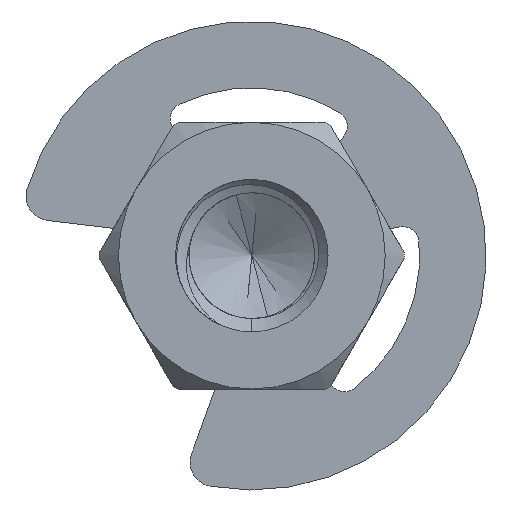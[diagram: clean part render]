
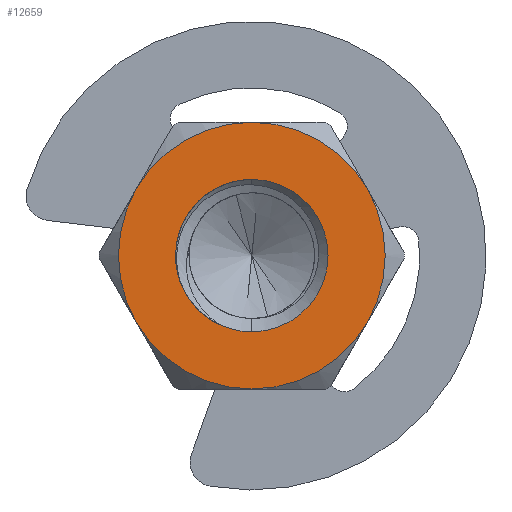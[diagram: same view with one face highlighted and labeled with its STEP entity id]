
A CAD part, front view. The second image highlights one B-rep face of the part: STEP entity #12659.
In plain terms, the highlighted planar face has unit normal (0, -1, 0).
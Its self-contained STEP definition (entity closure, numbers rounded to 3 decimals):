
#34 = AXIS2_PLACEMENT_3D ( 'NONE', #4673, #1545, #11852 ) ;
#465 = CIRCLE ( 'NONE', #11561, 2. ) ;
#518 = EDGE_CURVE ( 'NONE', #12682, #7939, #10592, .T. ) ;
#598 = CARTESIAN_POINT ( 'NONE',  ( 0., 0., 0. ) ) ;
#769 = VERTEX_POINT ( 'NONE', #8700 ) ;
#776 = DIRECTION ( 'NONE',  ( 0., 0., 1. ) ) ;
#954 = AXIS2_PLACEMENT_3D ( 'NONE', #11746, #9685, #6613 ) ;
#955 = CARTESIAN_POINT ( 'NONE',  ( 0., 0., 0. ) ) ;
#990 = DIRECTION ( 'NONE',  ( 0., 0., 1. ) ) ;
#1136 = DIRECTION ( 'NONE',  ( 0., 0., 1. ) ) ;
#1520 = AXIS2_PLACEMENT_3D ( 'NONE', #9917, #1756, #11009 ) ;
#1545 = DIRECTION ( 'NONE',  ( 0., 1., 0. ) ) ;
#1756 = DIRECTION ( 'NONE',  ( 0., 1., 0. ) ) ;
#2151 = DIRECTION ( 'NONE',  ( 0., 0., 1. ) ) ;
#2241 = EDGE_CURVE ( 'NONE', #8751, #12653, #9101, .T. ) ;
#2462 = DIRECTION ( 'NONE',  ( 0., 1., 0. ) ) ;
#2646 = AXIS2_PLACEMENT_3D ( 'NONE', #10226, #12427, #2899 ) ;
#2749 = FACE_OUTER_BOUND ( 'NONE', #12954, .T. ) ;
#2899 = DIRECTION ( 'NONE',  ( 0., 0., 1. ) ) ;
#3118 = CIRCLE ( 'NONE', #10908, 3.5 ) ;
#3226 = DIRECTION ( 'NONE',  ( 0., 1., 0. ) ) ;
#3363 = ORIENTED_EDGE ( 'NONE', *, *, #10191, .T. ) ;
#3614 = DIRECTION ( 'NONE',  ( 0., 0., 1. ) ) ;
#3867 = ORIENTED_EDGE ( 'NONE', *, *, #6711, .T. ) ;
#3938 = EDGE_CURVE ( 'NONE', #769, #4799, #7005, .T. ) ;
#3948 = CARTESIAN_POINT ( 'NONE',  ( -0.833, 0., -1.818 ) ) ;
#3999 = CARTESIAN_POINT ( 'NONE',  ( 0., 0., 0. ) ) ;
#4025 = AXIS2_PLACEMENT_3D ( 'NONE', #3999, #11261, #1136 ) ;
#4033 = EDGE_CURVE ( 'NONE', #4799, #9059, #13341, .T. ) ;
#4172 = EDGE_CURVE ( 'NONE', #10159, #8751, #465, .T. ) ;
#4249 = EDGE_CURVE ( 'NONE', #9059, #12456, #10574, .T. ) ;
#4293 = CARTESIAN_POINT ( 'NONE',  ( 3.031, 0., -1.75 ) ) ;
#4673 = CARTESIAN_POINT ( 'NONE',  ( 0., 0., 0. ) ) ;
#4737 = FACE_BOUND ( 'NONE', #12159, .T. ) ;
#4799 = VERTEX_POINT ( 'NONE', #4293 ) ;
#4923 = ORIENTED_EDGE ( 'NONE', *, *, #7689, .F. ) ;
#5113 = DIRECTION ( 'NONE',  ( 0., 1., 0. ) ) ;
#5636 = CIRCLE ( 'NONE', #11679, 2. ) ;
#6201 = ORIENTED_EDGE ( 'NONE', *, *, #4172, .T. ) ;
#6269 = CARTESIAN_POINT ( 'NONE',  ( 0., 0., 0. ) ) ;
#6392 = CARTESIAN_POINT ( 'NONE',  ( 0., 0., 2. ) ) ;
#6613 = DIRECTION ( 'NONE',  ( 0., 0., 1. ) ) ;
#6711 = EDGE_CURVE ( 'NONE', #12653, #7782, #9548, .T. ) ;
#6992 = DIRECTION ( 'NONE',  ( 0., 1., 0. ) ) ;
#7005 = CIRCLE ( 'NONE', #1520, 3.5 ) ;
#7134 = DIRECTION ( 'NONE',  ( 0., 0., 1. ) ) ;
#7222 = ORIENTED_EDGE ( 'NONE', *, *, #518, .F. ) ;
#7618 = CARTESIAN_POINT ( 'NONE',  ( 0., 0., 3.5 ) ) ;
#7689 = EDGE_CURVE ( 'NONE', #12456, #12682, #3118, .T. ) ;
#7782 = VERTEX_POINT ( 'NONE', #9301 ) ;
#7939 = VERTEX_POINT ( 'NONE', #7618 ) ;
#8049 = CIRCLE ( 'NONE', #4025, 3.5 ) ;
#8065 = ORIENTED_EDGE ( 'NONE', *, *, #2241, .T. ) ;
#8518 = CARTESIAN_POINT ( 'NONE',  ( 0., 0., 0. ) ) ;
#8549 = ORIENTED_EDGE ( 'NONE', *, *, #3938, .F. ) ;
#8614 = PLANE ( 'NONE',  #954 ) ;
#8700 = CARTESIAN_POINT ( 'NONE',  ( 3.031, 0., 1.75 ) ) ;
#8751 = VERTEX_POINT ( 'NONE', #12157 ) ;
#9059 = VERTEX_POINT ( 'NONE', #9406 ) ;
#9101 = CIRCLE ( 'NONE', #34, 2. ) ;
#9255 = DIRECTION ( 'NONE',  ( 0., 1., 0. ) ) ;
#9289 = CARTESIAN_POINT ( 'NONE',  ( -3.031, 0., -1.75 ) ) ;
#9301 = CARTESIAN_POINT ( 'NONE',  ( 0., 0., -2. ) ) ;
#9399 = AXIS2_PLACEMENT_3D ( 'NONE', #12969, #2462, #3614 ) ;
#9406 = CARTESIAN_POINT ( 'NONE',  ( 0., 0., -3.5 ) ) ;
#9548 = CIRCLE ( 'NONE', #9399, 2. ) ;
#9685 = DIRECTION ( 'NONE',  ( 0., 1., 0. ) ) ;
#9713 = ORIENTED_EDGE ( 'NONE', *, *, #4249, .F. ) ;
#9818 = AXIS2_PLACEMENT_3D ( 'NONE', #13459, #5113, #990 ) ;
#9917 = CARTESIAN_POINT ( 'NONE',  ( 0., 0., 0. ) ) ;
#10159 = VERTEX_POINT ( 'NONE', #3948 ) ;
#10191 = EDGE_CURVE ( 'NONE', #7782, #10159, #5636, .T. ) ;
#10226 = CARTESIAN_POINT ( 'NONE',  ( 0., 0., 0. ) ) ;
#10375 = EDGE_CURVE ( 'NONE', #7939, #769, #8049, .T. ) ;
#10574 = CIRCLE ( 'NONE', #9818, 3.5 ) ;
#10592 = CIRCLE ( 'NONE', #12405, 3.5 ) ;
#10908 = AXIS2_PLACEMENT_3D ( 'NONE', #6269, #9255, #7134 ) ;
#10989 = ORIENTED_EDGE ( 'NONE', *, *, #10375, .F. ) ;
#11009 = DIRECTION ( 'NONE',  ( 0., 0., 1. ) ) ;
#11261 = DIRECTION ( 'NONE',  ( 0., 1., 0. ) ) ;
#11351 = DIRECTION ( 'NONE',  ( 0., 1., 0. ) ) ;
#11561 = AXIS2_PLACEMENT_3D ( 'NONE', #598, #6992, #776 ) ;
#11679 = AXIS2_PLACEMENT_3D ( 'NONE', #955, #11351, #13393 ) ;
#11746 = CARTESIAN_POINT ( 'NONE',  ( 0., 0., 0. ) ) ;
#11852 = DIRECTION ( 'NONE',  ( 0., 0., 1. ) ) ;
#11868 = CARTESIAN_POINT ( 'NONE',  ( -3.031, 0., 1.75 ) ) ;
#12157 = CARTESIAN_POINT ( 'NONE',  ( -1.863, 0., -0.728 ) ) ;
#12159 = EDGE_LOOP ( 'NONE', ( #6201, #8065, #3867, #3363 ) ) ;
#12405 = AXIS2_PLACEMENT_3D ( 'NONE', #8518, #3226, #2151 ) ;
#12427 = DIRECTION ( 'NONE',  ( 0., 1., 0. ) ) ;
#12456 = VERTEX_POINT ( 'NONE', #9289 ) ;
#12653 = VERTEX_POINT ( 'NONE', #6392 ) ;
#12659 = ADVANCED_FACE ( 'NONE', ( #4737, #2749 ), #8614, .F. ) ;
#12682 = VERTEX_POINT ( 'NONE', #11868 ) ;
#12954 = EDGE_LOOP ( 'NONE', ( #10989, #7222, #4923, #9713, #12997, #8549 ) ) ;
#12969 = CARTESIAN_POINT ( 'NONE',  ( 0., 0., 0. ) ) ;
#12997 = ORIENTED_EDGE ( 'NONE', *, *, #4033, .F. ) ;
#13341 = CIRCLE ( 'NONE', #2646, 3.5 ) ;
#13393 = DIRECTION ( 'NONE',  ( 0., 0., 1. ) ) ;
#13459 = CARTESIAN_POINT ( 'NONE',  ( 0., 0., 0. ) ) ;
